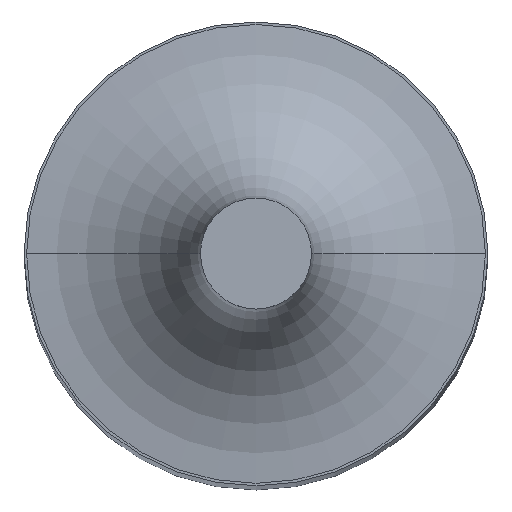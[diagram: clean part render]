
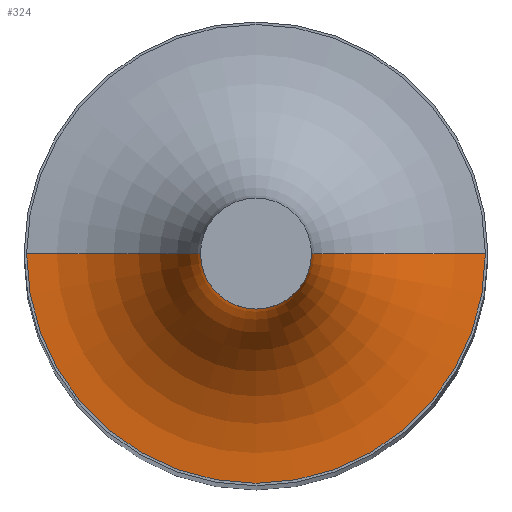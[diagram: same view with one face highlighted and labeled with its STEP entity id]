
A CAD part, top view. The second image highlights one B-rep face of the part: STEP entity #324.
In plain terms, the highlighted toroidal (fillet/blend) face has major radius 6.282 mm and minor radius 4.763 mm.
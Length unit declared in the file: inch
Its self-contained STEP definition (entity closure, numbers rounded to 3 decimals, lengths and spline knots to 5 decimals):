
#1 = DIRECTION ( 'NONE',  ( 0., 0., 1. ) ) ;
#24 = AXIS2_PLACEMENT_3D ( 'NONE', #260, #159, #1 ) ;
#43 = CIRCLE ( 'NONE', #24, 0.1875 ) ;
#61 = CARTESIAN_POINT ( 'NONE',  ( -0.05983, 0., 2.99 ) ) ;
#71 = CARTESIAN_POINT ( 'NONE',  ( 0., 0., 2.8025 ) ) ;
#82 = CARTESIAN_POINT ( 'NONE',  ( 0., 0., 2.99 ) ) ;
#91 = VERTEX_POINT ( 'NONE', #346 ) ;
#95 = DIRECTION ( 'NONE',  ( 0., 0., -1. ) ) ;
#98 = EDGE_CURVE ( 'NONE', #137, #153, #358, .T. ) ;
#109 = FACE_OUTER_BOUND ( 'NONE', #266, .T. ) ;
#123 = ORIENTED_EDGE ( 'NONE', *, *, #180, .T. ) ;
#124 = CARTESIAN_POINT ( 'NONE',  ( 0., 0., 2.99 ) ) ;
#133 = ORIENTED_EDGE ( 'NONE', *, *, #294, .F. ) ;
#137 = VERTEX_POINT ( 'NONE', #251 ) ;
#153 = VERTEX_POINT ( 'NONE', #61 ) ;
#159 = DIRECTION ( 'NONE',  ( 0., 1., 0. ) ) ;
#167 = ORIENTED_EDGE ( 'NONE', *, *, #252, .F. ) ;
#176 = AXIS2_PLACEMENT_3D ( 'NONE', #124, #95, #217 ) ;
#180 = EDGE_CURVE ( 'NONE', #153, #91, #43, .T. ) ;
#192 = DIRECTION ( 'NONE',  ( 1., 0., 0. ) ) ;
#196 = AXIS2_PLACEMENT_3D ( 'NONE', #71, #393, #367 ) ;
#205 = VERTEX_POINT ( 'NONE', #383 ) ;
#209 = CIRCLE ( 'NONE', #390, 0.1875 ) ;
#217 = DIRECTION ( 'NONE',  ( -1., 0., 0. ) ) ;
#251 = CARTESIAN_POINT ( 'NONE',  ( 0.05983, 0., 2.99 ) ) ;
#252 = EDGE_CURVE ( 'NONE', #137, #205, #209, .T. ) ;
#260 = CARTESIAN_POINT ( 'NONE',  ( -0.24733, 0., 2.99 ) ) ;
#266 = EDGE_LOOP ( 'NONE', ( #167, #408, #123, #133 ) ) ;
#269 = DIRECTION ( 'NONE',  ( -1., 0., 0. ) ) ;
#294 = EDGE_CURVE ( 'NONE', #205, #91, #335, .T. ) ;
#297 = CARTESIAN_POINT ( 'NONE',  ( 0.24733, 0., 2.99 ) ) ;
#324 = ADVANCED_FACE ( 'NONE', ( #109 ), #351, .F. ) ;
#328 = DIRECTION ( 'NONE',  ( 0., -1., 0. ) ) ;
#335 = CIRCLE ( 'NONE', #196, 0.24733 ) ;
#346 = CARTESIAN_POINT ( 'NONE',  ( -0.24733, 0., 2.8025 ) ) ;
#351 = TOROIDAL_SURFACE ( 'NONE', #384, 0.24733, 0.1875 ) ;
#358 = CIRCLE ( 'NONE', #176, 0.05983 ) ;
#367 = DIRECTION ( 'NONE',  ( -1., 0., 0. ) ) ;
#383 = CARTESIAN_POINT ( 'NONE',  ( 0.24733, 0., 2.8025 ) ) ;
#384 = AXIS2_PLACEMENT_3D ( 'NONE', #82, #398, #269 ) ;
#390 = AXIS2_PLACEMENT_3D ( 'NONE', #297, #328, #192 ) ;
#393 = DIRECTION ( 'NONE',  ( 0., 0., -1. ) ) ;
#398 = DIRECTION ( 'NONE',  ( 0., 0., 1. ) ) ;
#408 = ORIENTED_EDGE ( 'NONE', *, *, #98, .T. ) ;
